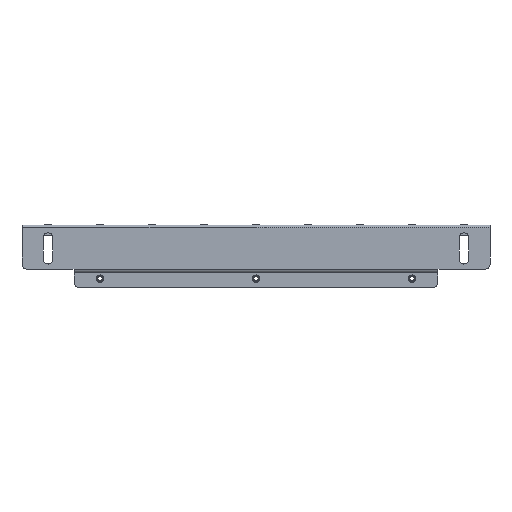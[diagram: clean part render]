
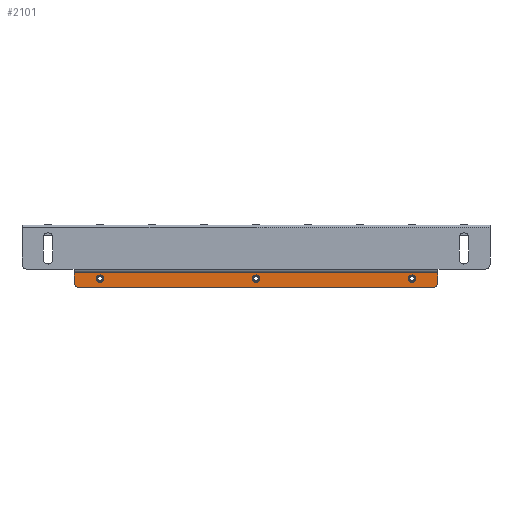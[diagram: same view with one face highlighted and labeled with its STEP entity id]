
A CAD part, left-side view. The second image highlights one B-rep face of the part: STEP entity #2101.
In plain terms, the highlighted planar face has unit normal (-1, 0, 0).
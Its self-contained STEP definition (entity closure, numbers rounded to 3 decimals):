
#9 = ORIENTED_EDGE ( 'NONE', *, *, #2957, .F. ) ;
#12 = CARTESIAN_POINT ( 'NONE',  ( -29.9, 0., -29.1 ) ) ;
#39 = EDGE_LOOP ( 'NONE', ( #1731, #51, #2053, #3076, #1302, #3278 ) ) ;
#51 = ORIENTED_EDGE ( 'NONE', *, *, #1754, .T. ) ;
#92 = CARTESIAN_POINT ( 'NONE',  ( -29.9, -150., -32.2 ) ) ;
#102 = EDGE_CURVE ( 'NONE', #2750, #3060, #810, .T. ) ;
#106 = CARTESIAN_POINT ( 'NONE',  ( -29.9, 175., -23.5 ) ) ;
#112 = DIRECTION ( 'NONE',  ( 0., 0., 1. ) ) ;
#139 = PLANE ( 'NONE',  #1301 ) ;
#145 = VECTOR ( 'NONE', #1273, 1000. ) ;
#165 = DIRECTION ( 'NONE',  ( -1., 0., 0. ) ) ;
#192 = EDGE_CURVE ( 'NONE', #3214, #3350, #3269, .T. ) ;
#219 = CARTESIAN_POINT ( 'NONE',  ( -29.9, -150., -26. ) ) ;
#302 = DIRECTION ( 'NONE',  ( 0., 0., 1. ) ) ;
#315 = DIRECTION ( 'NONE',  ( 0., 0., 1. ) ) ;
#378 = EDGE_CURVE ( 'NONE', #3350, #3214, #1758, .T. ) ;
#381 = CARTESIAN_POINT ( 'NONE',  ( -29.9, 150., -29.1 ) ) ;
#391 = EDGE_CURVE ( 'NONE', #3357, #2003, #925, .T. ) ;
#415 = AXIS2_PLACEMENT_3D ( 'NONE', #1983, #165, #1463 ) ;
#417 = ORIENTED_EDGE ( 'NONE', *, *, #391, .F. ) ;
#438 = EDGE_CURVE ( 'NONE', #1896, #3060, #1266, .T. ) ;
#470 = CIRCLE ( 'NONE', #3053, 3.1 ) ;
#586 = LINE ( 'NONE', #1407, #759 ) ;
#681 = AXIS2_PLACEMENT_3D ( 'NONE', #3174, #2427, #1600 ) ;
#759 = VECTOR ( 'NONE', #914, 1000. ) ;
#791 = CARTESIAN_POINT ( 'NONE',  ( -29.9, -175., -23.5 ) ) ;
#810 = LINE ( 'NONE', #2621, #145 ) ;
#910 = DIRECTION ( 'NONE',  ( 0., 0., 1. ) ) ;
#914 = DIRECTION ( 'NONE',  ( 0., -1., 0. ) ) ;
#924 = FACE_BOUND ( 'NONE', #3146, .T. ) ;
#925 = CIRCLE ( 'NONE', #415, 3.1 ) ;
#966 = DIRECTION ( 'NONE',  ( 0., 0., 1. ) ) ;
#1055 = ORIENTED_EDGE ( 'NONE', *, *, #192, .F. ) ;
#1077 = DIRECTION ( 'NONE',  ( -1., 0., 0. ) ) ;
#1117 = CARTESIAN_POINT ( 'NONE',  ( -29.9, 175., -22.5 ) ) ;
#1132 = AXIS2_PLACEMENT_3D ( 'NONE', #12, #1077, #2159 ) ;
#1139 = EDGE_CURVE ( 'NONE', #1906, #2750, #586, .T. ) ;
#1150 = CARTESIAN_POINT ( 'NONE',  ( -29.9, 150., -32.2 ) ) ;
#1192 = DIRECTION ( 'NONE',  ( -1., 0., 0. ) ) ;
#1206 = CARTESIAN_POINT ( 'NONE',  ( -29.9, 225., -22.5 ) ) ;
#1246 = CARTESIAN_POINT ( 'NONE',  ( -29.9, -175., -32.6 ) ) ;
#1247 = DIRECTION ( 'NONE',  ( -1., 0., 0. ) ) ;
#1266 = CIRCLE ( 'NONE', #2260, 5. ) ;
#1270 = DIRECTION ( 'NONE',  ( 0., 0., 1. ) ) ;
#1273 = DIRECTION ( 'NONE',  ( 0., 0., -1. ) ) ;
#1277 = CARTESIAN_POINT ( 'NONE',  ( -29.9, 175., -32.6 ) ) ;
#1301 = AXIS2_PLACEMENT_3D ( 'NONE', #1206, #2584, #1722 ) ;
#1302 = ORIENTED_EDGE ( 'NONE', *, *, #102, .F. ) ;
#1324 = VERTEX_POINT ( 'NONE', #1749 ) ;
#1330 = ORIENTED_EDGE ( 'NONE', *, *, #1350, .F. ) ;
#1350 = EDGE_CURVE ( 'NONE', #2387, #2370, #2859, .T. ) ;
#1400 = DIRECTION ( 'NONE',  ( 0., -1., 0. ) ) ;
#1407 = CARTESIAN_POINT ( 'NONE',  ( -29.9, 225., -23.5 ) ) ;
#1460 = CIRCLE ( 'NONE', #1132, 3.1 ) ;
#1463 = DIRECTION ( 'NONE',  ( 0., 0., 1. ) ) ;
#1480 = FACE_BOUND ( 'NONE', #2263, .T. ) ;
#1538 = AXIS2_PLACEMENT_3D ( 'NONE', #3329, #1247, #112 ) ;
#1600 = DIRECTION ( 'NONE',  ( 0., 0., 1. ) ) ;
#1617 = LINE ( 'NONE', #2761, #1808 ) ;
#1722 = DIRECTION ( 'NONE',  ( 0., 0., 1. ) ) ;
#1731 = ORIENTED_EDGE ( 'NONE', *, *, #1915, .F. ) ;
#1749 = CARTESIAN_POINT ( 'NONE',  ( -29.9, 170., -37.6 ) ) ;
#1752 = AXIS2_PLACEMENT_3D ( 'NONE', #2693, #3240, #302 ) ;
#1754 = EDGE_CURVE ( 'NONE', #2686, #1324, #2632, .T. ) ;
#1758 = CIRCLE ( 'NONE', #1538, 3.1 ) ;
#1760 = FACE_OUTER_BOUND ( 'NONE', #39, .T. ) ;
#1795 = VECTOR ( 'NONE', #315, 1000. ) ;
#1808 = VECTOR ( 'NONE', #1400, 1000. ) ;
#1896 = VERTEX_POINT ( 'NONE', #2446 ) ;
#1906 = VERTEX_POINT ( 'NONE', #106 ) ;
#1915 = EDGE_CURVE ( 'NONE', #2686, #1906, #2210, .T. ) ;
#1983 = CARTESIAN_POINT ( 'NONE',  ( -29.9, 0., -29.1 ) ) ;
#1986 = CARTESIAN_POINT ( 'NONE',  ( -29.9, 150., -29.1 ) ) ;
#2003 = VERTEX_POINT ( 'NONE', #3026 ) ;
#2053 = ORIENTED_EDGE ( 'NONE', *, *, #3431, .T. ) ;
#2101 = ADVANCED_FACE ( 'NONE', ( #1760, #3372, #1480, #924 ), #139, .T. ) ;
#2159 = DIRECTION ( 'NONE',  ( 0., 0., 1. ) ) ;
#2210 = LINE ( 'NONE', #1117, #1795 ) ;
#2234 = AXIS2_PLACEMENT_3D ( 'NONE', #1986, #1192, #966 ) ;
#2260 = AXIS2_PLACEMENT_3D ( 'NONE', #3157, #2592, #1270 ) ;
#2263 = EDGE_LOOP ( 'NONE', ( #2625, #1055 ) ) ;
#2328 = EDGE_CURVE ( 'NONE', #2003, #3357, #1460, .T. ) ;
#2370 = VERTEX_POINT ( 'NONE', #1150 ) ;
#2387 = VERTEX_POINT ( 'NONE', #3234 ) ;
#2427 = DIRECTION ( 'NONE',  ( -1., 0., 0. ) ) ;
#2446 = CARTESIAN_POINT ( 'NONE',  ( -29.9, -170., -37.6 ) ) ;
#2584 = DIRECTION ( 'NONE',  ( -1., 0., 0. ) ) ;
#2592 = DIRECTION ( 'NONE',  ( -1., 0., 0. ) ) ;
#2621 = CARTESIAN_POINT ( 'NONE',  ( -29.9, -175., -22.5 ) ) ;
#2625 = ORIENTED_EDGE ( 'NONE', *, *, #378, .F. ) ;
#2632 = CIRCLE ( 'NONE', #681, 5. ) ;
#2686 = VERTEX_POINT ( 'NONE', #1277 ) ;
#2693 = CARTESIAN_POINT ( 'NONE',  ( -29.9, -150., -29.1 ) ) ;
#2750 = VERTEX_POINT ( 'NONE', #791 ) ;
#2761 = CARTESIAN_POINT ( 'NONE',  ( -29.9, 225., -37.6 ) ) ;
#2859 = CIRCLE ( 'NONE', #2234, 3.1 ) ;
#2957 = EDGE_CURVE ( 'NONE', #2370, #2387, #470, .T. ) ;
#3003 = ORIENTED_EDGE ( 'NONE', *, *, #2328, .F. ) ;
#3026 = CARTESIAN_POINT ( 'NONE',  ( -29.9, 0., -26. ) ) ;
#3053 = AXIS2_PLACEMENT_3D ( 'NONE', #381, #3057, #910 ) ;
#3057 = DIRECTION ( 'NONE',  ( -1., 0., 0. ) ) ;
#3060 = VERTEX_POINT ( 'NONE', #1246 ) ;
#3076 = ORIENTED_EDGE ( 'NONE', *, *, #438, .T. ) ;
#3117 = EDGE_LOOP ( 'NONE', ( #9, #1330 ) ) ;
#3146 = EDGE_LOOP ( 'NONE', ( #417, #3003 ) ) ;
#3157 = CARTESIAN_POINT ( 'NONE',  ( -29.9, -170., -32.6 ) ) ;
#3174 = CARTESIAN_POINT ( 'NONE',  ( -29.9, 170., -32.6 ) ) ;
#3214 = VERTEX_POINT ( 'NONE', #219 ) ;
#3234 = CARTESIAN_POINT ( 'NONE',  ( -29.9, 150., -26. ) ) ;
#3240 = DIRECTION ( 'NONE',  ( -1., 0., 0. ) ) ;
#3269 = CIRCLE ( 'NONE', #1752, 3.1 ) ;
#3271 = CARTESIAN_POINT ( 'NONE',  ( -29.9, 0., -32.2 ) ) ;
#3278 = ORIENTED_EDGE ( 'NONE', *, *, #1139, .F. ) ;
#3329 = CARTESIAN_POINT ( 'NONE',  ( -29.9, -150., -29.1 ) ) ;
#3350 = VERTEX_POINT ( 'NONE', #92 ) ;
#3357 = VERTEX_POINT ( 'NONE', #3271 ) ;
#3372 = FACE_BOUND ( 'NONE', #3117, .T. ) ;
#3431 = EDGE_CURVE ( 'NONE', #1324, #1896, #1617, .T. ) ;
